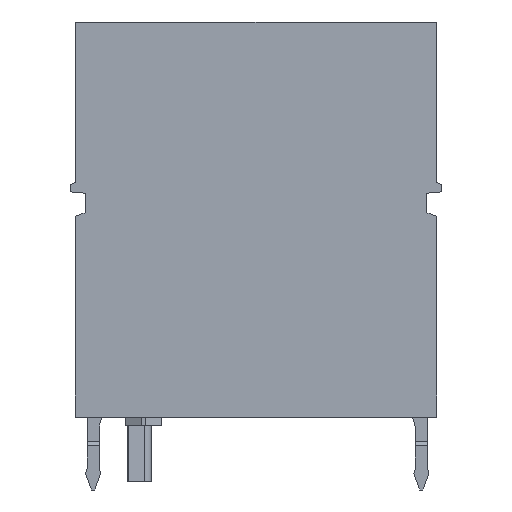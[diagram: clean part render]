
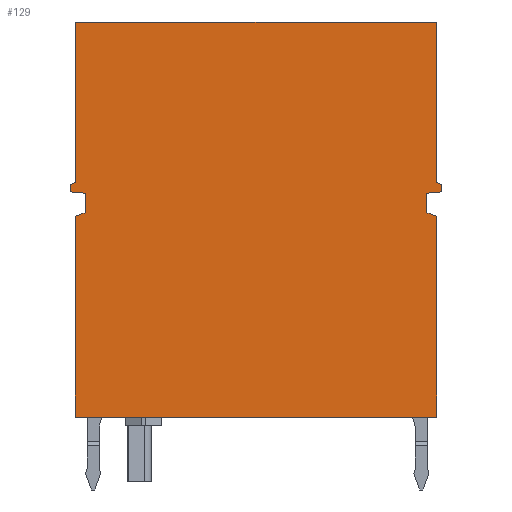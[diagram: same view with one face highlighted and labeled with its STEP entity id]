
A CAD part, left-side view. The second image highlights one B-rep face of the part: STEP entity #129.
In plain terms, the highlighted planar face has unit normal (-1, 0, 0).
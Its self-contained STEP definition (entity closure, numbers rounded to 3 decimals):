
#129=ADVANCED_FACE('',(#331),#332,.F.);
#331=FACE_OUTER_BOUND('',#608,.T.);
#332=PLANE('',#609);
#608=EDGE_LOOP('',(#931,#932,#933,#934,#935,#936,#937,#938,#939,#940,#941,#942,#943,#944,#945,#946));
#609=AXIS2_PLACEMENT_3D('',#947,#948,#949);
#931=ORIENTED_EDGE('',*,*,#1739,.F.);
#932=ORIENTED_EDGE('',*,*,#1740,.F.);
#933=ORIENTED_EDGE('',*,*,#1741,.F.);
#934=ORIENTED_EDGE('',*,*,#1742,.F.);
#935=ORIENTED_EDGE('',*,*,#1743,.F.);
#936=ORIENTED_EDGE('',*,*,#1744,.F.);
#937=ORIENTED_EDGE('',*,*,#1735,.F.);
#938=ORIENTED_EDGE('',*,*,#1745,.F.);
#939=ORIENTED_EDGE('',*,*,#1746,.F.);
#940=ORIENTED_EDGE('',*,*,#1728,.F.);
#941=ORIENTED_EDGE('',*,*,#1733,.F.);
#942=ORIENTED_EDGE('',*,*,#1747,.F.);
#943=ORIENTED_EDGE('',*,*,#1748,.F.);
#944=ORIENTED_EDGE('',*,*,#1725,.F.);
#945=ORIENTED_EDGE('',*,*,#1704,.F.);
#946=ORIENTED_EDGE('',*,*,#1749,.F.);
#947=CARTESIAN_POINT('',(0.,20.208,37.556));
#948=DIRECTION('',(1.0,0.,0.0));
#949=DIRECTION('',(0.0,0.0,-1.0));
#1704=EDGE_CURVE('',#2044,#2045,#2046,.T.);
#1725=EDGE_CURVE('',#2045,#2083,#2084,.T.);
#1728=EDGE_CURVE('',#2087,#2088,#2089,.T.);
#1733=EDGE_CURVE('',#2093,#2087,#2095,.T.);
#1735=EDGE_CURVE('',#2097,#2098,#2099,.T.);
#1739=EDGE_CURVE('',#2103,#2104,#2105,.T.);
#1740=EDGE_CURVE('',#2106,#2103,#2107,.T.);
#1741=EDGE_CURVE('',#2108,#2106,#2109,.T.);
#1742=EDGE_CURVE('',#2110,#2108,#2111,.T.);
#1743=EDGE_CURVE('',#2112,#2110,#2113,.T.);
#1744=EDGE_CURVE('',#2098,#2112,#2114,.T.);
#1745=EDGE_CURVE('',#2115,#2097,#2116,.T.);
#1746=EDGE_CURVE('',#2088,#2115,#2117,.T.);
#1747=EDGE_CURVE('',#2118,#2093,#2119,.T.);
#1748=EDGE_CURVE('',#2083,#2118,#2120,.T.);
#1749=EDGE_CURVE('',#2104,#2044,#2121,.T.);
#2044=VERTEX_POINT('',#2542);
#2045=VERTEX_POINT('',#2543);
#2046=LINE('',#2544,#2545);
#2083=VERTEX_POINT('',#2600);
#2084=LINE('',#2601,#2602);
#2087=VERTEX_POINT('',#2606);
#2088=VERTEX_POINT('',#2607);
#2089=LINE('',#2608,#2609);
#2093=VERTEX_POINT('',#2615);
#2095=LINE('',#2618,#2619);
#2097=VERTEX_POINT('',#2621);
#2098=VERTEX_POINT('',#2622);
#2099=LINE('',#2623,#2624);
#2103=VERTEX_POINT('',#2630);
#2104=VERTEX_POINT('',#2631);
#2105=LINE('',#2632,#2633);
#2106=VERTEX_POINT('',#2634);
#2107=LINE('',#2635,#2636);
#2108=VERTEX_POINT('',#2637);
#2109=LINE('',#2638,#2639);
#2110=VERTEX_POINT('',#2640);
#2111=LINE('',#2641,#2642);
#2112=VERTEX_POINT('',#2643);
#2113=LINE('',#2644,#2645);
#2114=LINE('',#2646,#2647);
#2115=VERTEX_POINT('',#2648);
#2116=LINE('',#2649,#2650);
#2117=LINE('',#2651,#2652);
#2118=VERTEX_POINT('',#2653);
#2119=LINE('',#2654,#2655);
#2120=LINE('',#2656,#2657);
#2121=LINE('',#2658,#2659);
#2542=CARTESIAN_POINT('',(0.,0.7,58.4));
#2543=CARTESIAN_POINT('',(0.,0.7,38.397));
#2544=CARTESIAN_POINT('',(0.,0.7,-175.968));
#2545=VECTOR('',#3264,1.0);
#2600=CARTESIAN_POINT('',(0.,0.,38.085));
#2601=CARTESIAN_POINT('',(0.,-109.071,-10.476));
#2602=VECTOR('',#3283,1.0);
#2606=CARTESIAN_POINT('',(0.,1.883,34.594));
#2607=CARTESIAN_POINT('',(0.,0.65,34.145));
#2608=CARTESIAN_POINT('',(0.,-109.071,-5.79));
#2609=VECTOR('',#3285,1.0);
#2615=CARTESIAN_POINT('',(0.,1.883,37.038));
#2618=CARTESIAN_POINT('',(0.,1.883,-175.968));
#2619=VECTOR('',#3289,1.0);
#2621=CARTESIAN_POINT('',(0.,45.75,9.1));
#2622=CARTESIAN_POINT('',(0.,45.75,34.145));
#2623=CARTESIAN_POINT('',(0.,45.75,-175.968));
#2624=VECTOR('',#3290,1.0);
#2630=CARTESIAN_POINT('',(0.,45.7,38.397));
#2631=CARTESIAN_POINT('',(0.,45.7,58.4));
#2632=CARTESIAN_POINT('',(0.,45.7,-175.968));
#2633=VECTOR('',#3293,1.0);
#2634=CARTESIAN_POINT('',(0.,46.4,38.085));
#2635=CARTESIAN_POINT('',(0.,-109.071,107.305));
#2636=VECTOR('',#3294,1.0);
#2637=CARTESIAN_POINT('',(0.,46.4,37.203));
#2638=CARTESIAN_POINT('',(0.,46.4,-175.968));
#2639=VECTOR('',#3295,1.0);
#2640=CARTESIAN_POINT('',(0.,44.517,37.038));
#2641=CARTESIAN_POINT('',(0.,-109.071,23.601));
#2642=VECTOR('',#3296,1.0);
#2643=CARTESIAN_POINT('',(0.,44.517,34.594));
#2644=CARTESIAN_POINT('',(0.,44.517,-175.968));
#2645=VECTOR('',#3297,1.0);
#2646=CARTESIAN_POINT('',(0.,-109.071,90.496));
#2647=VECTOR('',#3298,1.0);
#2648=CARTESIAN_POINT('',(0.,0.65,9.1));
#2649=CARTESIAN_POINT('',(0.,-109.071,9.1));
#2650=VECTOR('',#3299,1.0);
#2651=CARTESIAN_POINT('',(0.,0.65,-175.968));
#2652=VECTOR('',#3300,1.0);
#2653=CARTESIAN_POINT('',(0.,0.,37.203));
#2654=CARTESIAN_POINT('',(0.,-109.071,46.745));
#2655=VECTOR('',#3301,1.0);
#2656=CARTESIAN_POINT('',(0.,0.,-175.968));
#2657=VECTOR('',#3302,1.0);
#2658=CARTESIAN_POINT('',(0.,-109.071,58.4));
#2659=VECTOR('',#3303,1.0);
#3264=DIRECTION('',(0.0,0.0,-1.0));
#3283=DIRECTION('',(0.,-0.914,-0.407));
#3285=DIRECTION('',(0.,-0.94,-0.342));
#3289=DIRECTION('',(0.,0.,-1.0));
#3290=DIRECTION('',(0.0,0.0,1.0));
#3293=DIRECTION('',(0.0,0.0,1.0));
#3294=DIRECTION('',(0.,-0.914,0.407));
#3295=DIRECTION('',(0.0,0.0,1.0));
#3296=DIRECTION('',(0.,0.996,0.087));
#3297=DIRECTION('',(0.,0.,1.0));
#3298=DIRECTION('',(0.,-0.94,0.342));
#3299=DIRECTION('',(0.,1.0,0.0));
#3300=DIRECTION('',(0.0,0.0,-1.0));
#3301=DIRECTION('',(0.,0.996,-0.087));
#3302=DIRECTION('',(0.0,0.0,-1.0));
#3303=DIRECTION('',(0.,-1.0,-0.0));
